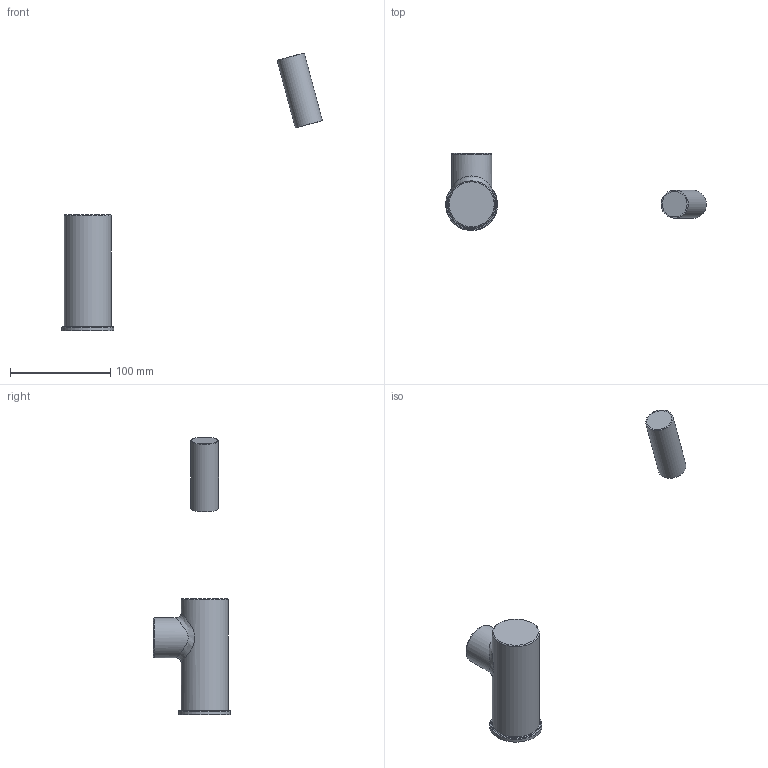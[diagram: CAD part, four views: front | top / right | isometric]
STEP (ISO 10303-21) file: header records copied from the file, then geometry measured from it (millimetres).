
FILE_DESCRIPTION(/* description */ ('Unknown'),/* implementation_level */ '2;1');
FILE_NAME(/* name */ '30619000',/* time_stamp */ '2022-08-17T10:57:14+02:00',/* author */ ('Unknown'),/* organization */ ('GROHE AG'),/* preprocessor_version */ 'ST-DEVELOPER v16.7',/* originating_system */ 'DEX',/* authorisation */ $);
FILE_SCHEMA (('AUTOMOTIVE_DESIGN {1 0 10303 214 3 1 1}'));
Length unit declared in the file: millimetre
Products named in the file (5): 30619000; 55513-10-01; id48; 55513-10-02; 55513-10-03
Assembly tree (4 placements, depth 2):
  30619000
    55513-10-01
    id48
    55513-10-02
    55513-10-03
Bounding box: 260.59 x 77.01 x 277.8 mm (x, y, z)
Volume: 283975.7 mm3; surface area: 32440 mm2
Topology: 2 solids, 2 shells, 17 faces, 31 edges, 20 vertices
Faces by surface type: plane 6, cylinder 4, torus 4, cone 2, bspline 1
Full cylindrical faces by diameter (mm): 28 x1, 40 x1, 47 x1, 52 x1
Entity records: 1083 total; most frequent: CARTESIAN_POINT 678, DIRECTION 68, AXIS2_PLACEMENT_3D 34, ORIENTED_EDGE 30, EDGE_LOOP 30, FACE_BOUND 30, ADVANCED_FACE 17, EDGE_CURVE 15
